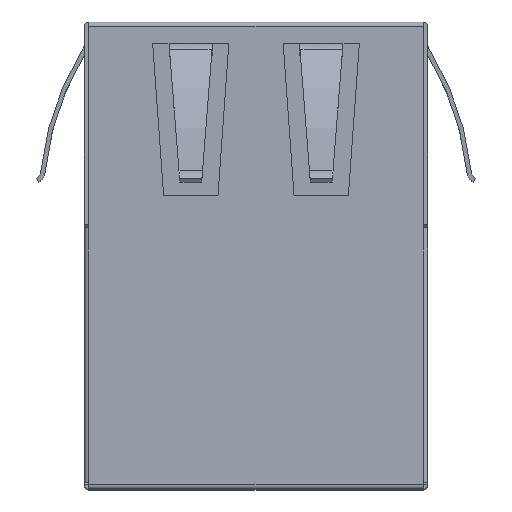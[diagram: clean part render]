
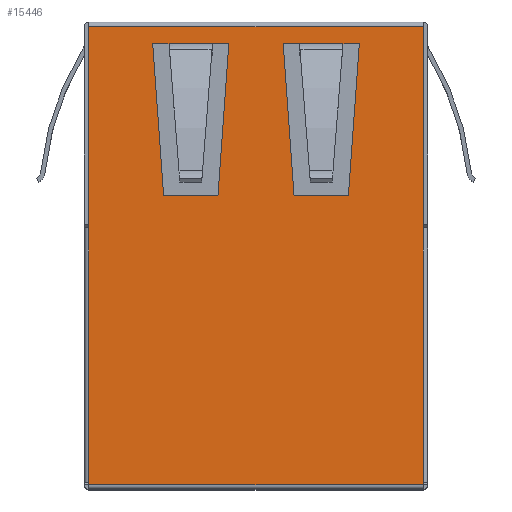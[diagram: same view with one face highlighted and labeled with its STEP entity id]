
A CAD part, top view. The second image highlights one B-rep face of the part: STEP entity #15446.
In plain terms, the highlighted planar face has unit normal (0, 0, 1).
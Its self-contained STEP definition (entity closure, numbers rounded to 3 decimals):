
#3799=ORIENTED_EDGE('',*,*,#6774,.T.);
#3800=ORIENTED_EDGE('',*,*,#6773,.F.);
#3801=ORIENTED_EDGE('',*,*,#6775,.T.);
#3802=ORIENTED_EDGE('',*,*,#6776,.F.);
#3803=ORIENTED_EDGE('',*,*,#6777,.T.);
#3804=ORIENTED_EDGE('',*,*,#6778,.T.);
#3805=ORIENTED_EDGE('',*,*,#6779,.T.);
#3806=ORIENTED_EDGE('',*,*,#6780,.T.);
#3807=ORIENTED_EDGE('',*,*,#6781,.F.);
#3808=ORIENTED_EDGE('',*,*,#6782,.F.);
#3809=ORIENTED_EDGE('',*,*,#6783,.T.);
#3810=ORIENTED_EDGE('',*,*,#6784,.F.);
#3811=ORIENTED_EDGE('',*,*,#6785,.F.);
#3812=ORIENTED_EDGE('',*,*,#6765,.F.);
#3813=ORIENTED_EDGE('',*,*,#6786,.F.);
#3814=ORIENTED_EDGE('',*,*,#6787,.F.);
#3815=ORIENTED_EDGE('',*,*,#6718,.F.);
#3816=ORIENTED_EDGE('',*,*,#6729,.F.);
#3817=ORIENTED_EDGE('',*,*,#6788,.F.);
#3818=ORIENTED_EDGE('',*,*,#6789,.F.);
#3819=ORIENTED_EDGE('',*,*,#6790,.F.);
#3820=ORIENTED_EDGE('',*,*,#6791,.F.);
#3821=ORIENTED_EDGE('',*,*,#6792,.F.);
#3822=ORIENTED_EDGE('',*,*,#6793,.F.);
#3823=ORIENTED_EDGE('',*,*,#6794,.F.);
#3824=ORIENTED_EDGE('',*,*,#6795,.T.);
#6718=EDGE_CURVE('',#8398,#8403,#10127,.T.);
#6729=EDGE_CURVE('',#8417,#8398,#10132,.T.);
#6765=EDGE_CURVE('',#8452,#8453,#10168,.T.);
#6773=EDGE_CURVE('',#8460,#8458,#10174,.T.);
#6774=EDGE_CURVE('',#8452,#8458,#10175,.T.);
#6775=EDGE_CURVE('',#8460,#8461,#10176,.T.);
#6776=EDGE_CURVE('',#8462,#8461,#10177,.F.);
#6777=EDGE_CURVE('',#8462,#8463,#10178,.T.);
#6778=EDGE_CURVE('',#8463,#8464,#10179,.T.);
#6779=EDGE_CURVE('',#8464,#8465,#10180,.T.);
#6780=EDGE_CURVE('',#8465,#8466,#10181,.F.);
#6781=EDGE_CURVE('',#8467,#8466,#10182,.T.);
#6782=EDGE_CURVE('',#8468,#8467,#10183,.T.);
#6783=EDGE_CURVE('',#8468,#8469,#10184,.T.);
#6784=EDGE_CURVE('',#8470,#8469,#10185,.T.);
#6785=EDGE_CURVE('',#8453,#8470,#10186,.F.);
#6786=EDGE_CURVE('',#8471,#8472,#10187,.T.);
#6787=EDGE_CURVE('',#8403,#8471,#10188,.T.);
#6788=EDGE_CURVE('',#8473,#8417,#10189,.T.);
#6789=EDGE_CURVE('',#8472,#8473,#10190,.T.);
#6790=EDGE_CURVE('',#8474,#8475,#10191,.T.);
#6791=EDGE_CURVE('',#8476,#8474,#10192,.T.);
#6792=EDGE_CURVE('',#8477,#8476,#10193,.T.);
#6793=EDGE_CURVE('',#8478,#8477,#10194,.T.);
#6794=EDGE_CURVE('',#8479,#8478,#10195,.T.);
#6795=EDGE_CURVE('',#8479,#8475,#10196,.T.);
#8398=VERTEX_POINT('',#24585);
#8403=VERTEX_POINT('',#24596);
#8417=VERTEX_POINT('',#24641);
#8452=VERTEX_POINT('',#24716);
#8453=VERTEX_POINT('',#24718);
#8458=VERTEX_POINT('',#24729);
#8460=VERTEX_POINT('',#24733);
#8461=VERTEX_POINT('',#24738);
#8462=VERTEX_POINT('',#24740);
#8463=VERTEX_POINT('',#24742);
#8464=VERTEX_POINT('',#24744);
#8465=VERTEX_POINT('',#24746);
#8466=VERTEX_POINT('',#24748);
#8467=VERTEX_POINT('',#24750);
#8468=VERTEX_POINT('',#24752);
#8469=VERTEX_POINT('',#24754);
#8470=VERTEX_POINT('',#24756);
#8471=VERTEX_POINT('',#24759);
#8472=VERTEX_POINT('',#24760);
#8473=VERTEX_POINT('',#24763);
#8474=VERTEX_POINT('',#24766);
#8475=VERTEX_POINT('',#24767);
#8476=VERTEX_POINT('',#24769);
#8477=VERTEX_POINT('',#24771);
#8478=VERTEX_POINT('',#24773);
#8479=VERTEX_POINT('',#24775);
#10127=LINE('',#24622,#11969);
#10132=LINE('',#24640,#11974);
#10168=LINE('',#24717,#12010);
#10174=LINE('',#24734,#12016);
#10175=LINE('',#24736,#12017);
#10176=LINE('',#24737,#12018);
#10177=LINE('',#24739,#12019);
#10178=LINE('',#24741,#12020);
#10179=LINE('',#24743,#12021);
#10180=LINE('',#24745,#12022);
#10181=LINE('',#24747,#12023);
#10182=LINE('',#24749,#12024);
#10183=LINE('',#24751,#12025);
#10184=LINE('',#24753,#12026);
#10185=LINE('',#24755,#12027);
#10186=LINE('',#24757,#12028);
#10187=LINE('',#24758,#12029);
#10188=LINE('',#24761,#12030);
#10189=LINE('',#24762,#12031);
#10190=LINE('',#24764,#12032);
#10191=LINE('',#24765,#12033);
#10192=LINE('',#24768,#12034);
#10193=LINE('',#24770,#12035);
#10194=LINE('',#24772,#12036);
#10195=LINE('',#24774,#12037);
#10196=LINE('',#24776,#12038);
#11969=VECTOR('',#20037,1000.);
#11974=VECTOR('',#20060,1000.);
#12010=VECTOR('',#20106,1000.);
#12016=VECTOR('',#20118,1000.);
#12017=VECTOR('',#20121,1000.);
#12018=VECTOR('',#20122,1000.);
#12019=VECTOR('',#20123,1000.);
#12020=VECTOR('',#20124,1000.);
#12021=VECTOR('',#20125,1000.);
#12022=VECTOR('',#20126,1000.);
#12023=VECTOR('',#20127,1000.);
#12024=VECTOR('',#20128,1000.);
#12025=VECTOR('',#20129,1000.);
#12026=VECTOR('',#20130,1000.);
#12027=VECTOR('',#20131,1000.);
#12028=VECTOR('',#20132,1000.);
#12029=VECTOR('',#20133,1000.);
#12030=VECTOR('',#20134,1000.);
#12031=VECTOR('',#20135,1000.);
#12032=VECTOR('',#20136,1000.);
#12033=VECTOR('',#20137,1000.);
#12034=VECTOR('',#20138,1000.);
#12035=VECTOR('',#20139,1000.);
#12036=VECTOR('',#20140,1000.);
#12037=VECTOR('',#20141,1000.);
#12038=VECTOR('',#20142,1000.);
#13072=EDGE_LOOP('',(#3799,#3800,#3801,#3802,#3803,#3804,#3805,#3806,#3807,
#3808,#3809,#3810,#3811,#3812));
#13073=EDGE_LOOP('',(#3813,#3814,#3815,#3816,#3817,#3818));
#13074=EDGE_LOOP('',(#3819,#3820,#3821,#3822,#3823,#3824));
#13958=FACE_BOUND('',#13072,.T.);
#13959=FACE_BOUND('',#13073,.T.);
#13960=FACE_BOUND('',#13074,.T.);
#14689=PLANE('',#16690);
#15446=ADVANCED_FACE('',(#13958,#13959,#13960),#14689,.F.);
#16690=AXIS2_PLACEMENT_3D('',#24735,#20119,#20120);
#20037=DIRECTION('',(0.,-1.,0.));
#20060=DIRECTION('',(0.,-1.,0.));
#20106=DIRECTION('',(1.,0.,0.));
#20118=DIRECTION('',(1.,0.,0.));
#20119=DIRECTION('',(0.,0.,-1.));
#20120=DIRECTION('',(-1.,0.,0.));
#20121=DIRECTION('',(-1.,0.,0.));
#20122=DIRECTION('',(0.,1.,0.));
#20123=DIRECTION('',(-1.,0.,0.));
#20124=DIRECTION('',(0.,-1.,0.));
#20125=DIRECTION('',(0.,-1.,0.));
#20126=DIRECTION('',(0.,-1.,0.));
#20127=DIRECTION('',(-1.,0.,0.));
#20128=DIRECTION('',(0.,-1.,0.));
#20129=DIRECTION('',(-1.,0.,0.));
#20130=DIRECTION('',(1.,0.,0.));
#20131=DIRECTION('',(-1.,0.,0.));
#20132=DIRECTION('',(0.,1.,0.));
#20133=DIRECTION('',(0.997,0.071,0.));
#20134=DIRECTION('',(0.,-1.,0.));
#20135=DIRECTION('',(-0.997,0.071,0.));
#20136=DIRECTION('',(0.,1.,0.));
#20137=DIRECTION('',(0.,-1.,0.));
#20138=DIRECTION('',(-0.997,0.071,0.));
#20139=DIRECTION('',(0.,1.,0.));
#20140=DIRECTION('',(0.997,0.071,0.));
#20141=DIRECTION('',(0.,-1.,0.));
#20142=DIRECTION('',(0.,1.,0.));
#24585=CARTESIAN_POINT('',(-9.75,-2.,6.8));
#24596=CARTESIAN_POINT('',(-9.75,-4.,6.8));
#24622=CARTESIAN_POINT('',(-9.75,-2.,6.8));
#24640=CARTESIAN_POINT('',(-9.75,-1.25,6.8));
#24641=CARTESIAN_POINT('',(-9.75,-1.25,6.8));
#24716=CARTESIAN_POINT('',(10.44,7.69,6.8));
#24717=CARTESIAN_POINT('',(11.44,7.69,6.8));
#24718=CARTESIAN_POINT('',(10.54,7.69,6.8));
#24729=CARTESIAN_POINT('',(-1.28,7.69,6.8));
#24733=CARTESIAN_POINT('',(-2.28,7.69,6.8));
#24734=CARTESIAN_POINT('',(11.44,7.69,6.8));
#24735=CARTESIAN_POINT('',(-10.55,7.7,6.8));
#24736=CARTESIAN_POINT('',(10.44,7.69,6.8));
#24737=CARTESIAN_POINT('',(-2.28,7.7,6.8));
#24738=CARTESIAN_POINT('',(-2.28,7.7,6.8));
#24739=CARTESIAN_POINT('',(-10.55,7.7,6.8));
#24740=CARTESIAN_POINT('',(-10.54,7.7,6.8));
#24741=CARTESIAN_POINT('',(-10.54,7.7,6.8));
#24742=CARTESIAN_POINT('',(-10.54,7.69,6.8));
#24743=CARTESIAN_POINT('',(-10.54,7.7,6.8));
#24744=CARTESIAN_POINT('',(-10.54,-7.69,6.8));
#24745=CARTESIAN_POINT('',(-10.54,7.7,6.8));
#24746=CARTESIAN_POINT('',(-10.54,-7.7,6.8));
#24747=CARTESIAN_POINT('',(-10.55,-7.7,6.8));
#24748=CARTESIAN_POINT('',(-2.28,-7.7,6.8));
#24749=CARTESIAN_POINT('',(-2.28,-7.7,6.8));
#24750=CARTESIAN_POINT('',(-2.28,-7.69,6.8));
#24751=CARTESIAN_POINT('',(-2.28,-7.69,6.8));
#24752=CARTESIAN_POINT('',(-1.28,-7.69,6.8));
#24753=CARTESIAN_POINT('',(-1.28,-7.69,6.8));
#24754=CARTESIAN_POINT('',(10.44,-7.69,6.8));
#24755=CARTESIAN_POINT('',(-2.28,-7.69,6.8));
#24756=CARTESIAN_POINT('',(10.54,-7.69,6.8));
#24757=CARTESIAN_POINT('',(10.54,7.7,6.8));
#24758=CARTESIAN_POINT('',(-9.75,-4.75,6.8));
#24759=CARTESIAN_POINT('',(-9.75,-4.75,6.8));
#24760=CARTESIAN_POINT('',(-2.75,-4.25,6.8));
#24761=CARTESIAN_POINT('',(-9.75,-1.25,6.8));
#24762=CARTESIAN_POINT('',(-2.75,-1.75,6.8));
#24763=CARTESIAN_POINT('',(-2.75,-1.75,6.8));
#24764=CARTESIAN_POINT('',(-2.75,-4.25,6.8));
#24765=CARTESIAN_POINT('',(-9.75,4.75,6.8));
#24766=CARTESIAN_POINT('',(-9.75,4.75,6.8));
#24767=CARTESIAN_POINT('',(-9.75,4.,6.8));
#24768=CARTESIAN_POINT('',(-2.75,4.25,6.8));
#24769=CARTESIAN_POINT('',(-2.75,4.25,6.8));
#24770=CARTESIAN_POINT('',(-2.75,1.75,6.8));
#24771=CARTESIAN_POINT('',(-2.75,1.75,6.8));
#24772=CARTESIAN_POINT('',(-9.75,1.25,6.8));
#24773=CARTESIAN_POINT('',(-9.75,1.25,6.8));
#24774=CARTESIAN_POINT('',(-9.75,4.75,6.8));
#24775=CARTESIAN_POINT('',(-9.75,2.,6.8));
#24776=CARTESIAN_POINT('',(-9.75,2.,6.8));
